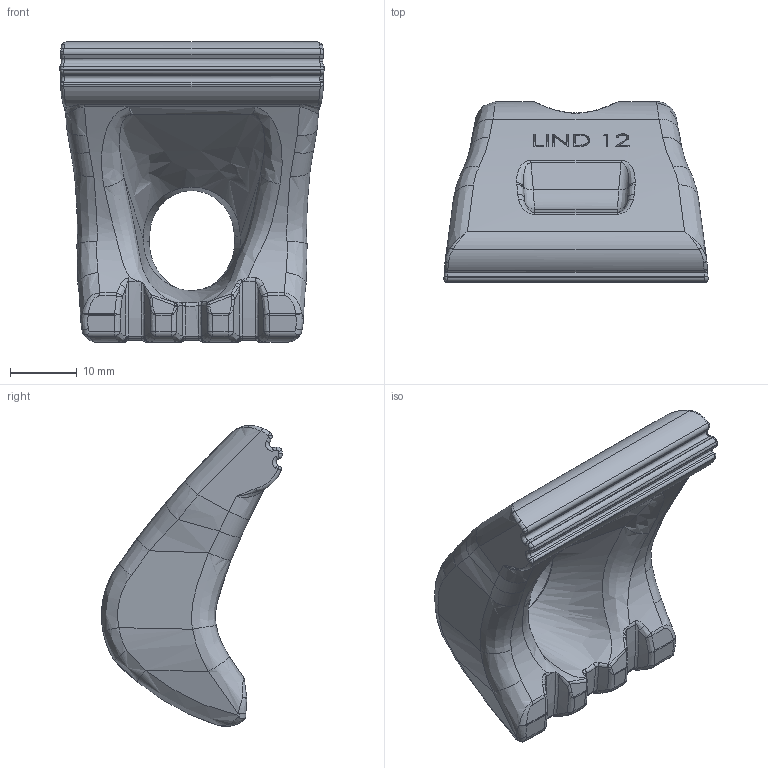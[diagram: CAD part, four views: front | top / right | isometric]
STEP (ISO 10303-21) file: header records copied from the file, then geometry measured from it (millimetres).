
FILE_DESCRIPTION (( 'STEP AP203' ), '1' );
FILE_NAME ('LS M12.STEP', '2009-02-18T10:09:19', ( 'Gregorzyk' ), ( 'Lindapter' ), 'SwSTEP 2.0', 'SolidWorks 2009', '' );
FILE_SCHEMA (( 'CONFIG_CONTROL_DESIGN' ));
Length unit declared in the file: millimetre
Products named in the file (1): LS M12
Bounding box: 39.51 x 27.09 x 45.01 mm (x, y, z)
Volume: 15540.4 mm3; surface area: 5783.5 mm2
Topology: 1 solids, 1 shells, 394 faces, 980 edges, 584 vertices
Faces by surface type: bspline 256, cylinder 69, plane 69
Entity records: 26102 total; most frequent: CARTESIAN_POINT 18963, ORIENTED_EDGE 1940, EDGE_CURVE 970, DIRECTION 810, VERTEX_POINT 584, B_SPLINE_CURVE_WITH_KNOTS 524, EDGE_LOOP 402, FACE_OUTER_BOUND 394
